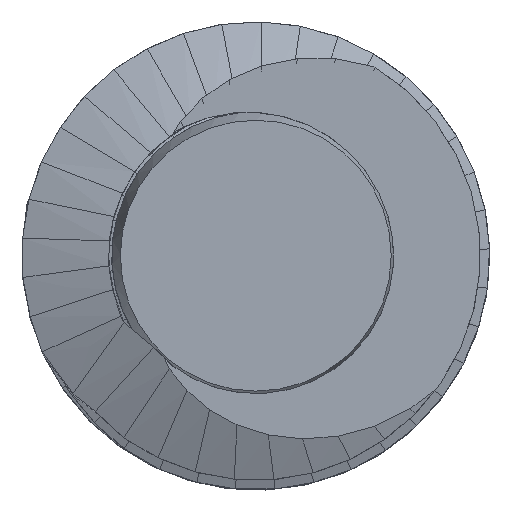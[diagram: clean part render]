
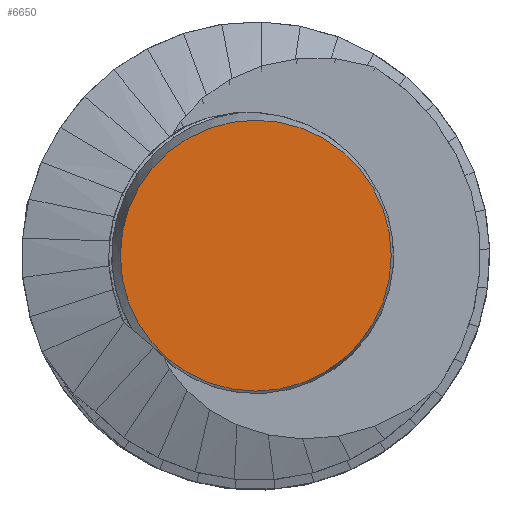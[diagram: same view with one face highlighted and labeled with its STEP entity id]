
A CAD part, top view. The second image highlights one B-rep face of the part: STEP entity #6650.
In plain terms, the highlighted planar face has unit normal (0, 0, 1).
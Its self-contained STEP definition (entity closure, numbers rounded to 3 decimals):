
#974 = CONICAL_SURFACE('',#975,2.1,0.029);
#975 = AXIS2_PLACEMENT_3D('',#976,#977,#978);
#976 = CARTESIAN_POINT('',(0.,0.,3.411));
#977 = DIRECTION('',(0.,0.,1.));
#978 = DIRECTION('',(1.,0.,-0.));
#3576 = VERTEX_POINT('',#3577);
#3577 = CARTESIAN_POINT('',(2.111,0.,3.8));
#3600 = EDGE_CURVE('',#3576,#3576,#3601,.T.);
#3601 = SURFACE_CURVE('',#3602,(#3607,#3614),.PCURVE_S1.);
#3602 = CIRCLE('',#3603,2.111);
#3603 = AXIS2_PLACEMENT_3D('',#3604,#3605,#3606);
#3604 = CARTESIAN_POINT('',(0.,0.,3.8));
#3605 = DIRECTION('',(0.,0.,1.));
#3606 = DIRECTION('',(1.,0.,-0.));
#3607 = PCURVE('',#974,#3608);
#3608 = DEFINITIONAL_REPRESENTATION('',(#3609),#3613);
#3609 = LINE('',#3610,#3611);
#3610 = CARTESIAN_POINT('',(0.,0.389));
#3611 = VECTOR('',#3612,1.);
#3612 = DIRECTION('',(1.,0.));
#3613 = ( GEOMETRIC_REPRESENTATION_CONTEXT(2) 
PARAMETRIC_REPRESENTATION_CONTEXT() REPRESENTATION_CONTEXT('2D SPACE',''
  ) );
#3614 = PCURVE('',#3615,#3620);
#3615 = PLANE('',#3616);
#3616 = AXIS2_PLACEMENT_3D('',#3617,#3618,#3619);
#3617 = CARTESIAN_POINT('',(-7.,-7.,3.8));
#3618 = DIRECTION('',(0.,0.,1.));
#3619 = DIRECTION('',(1.,0.,0.));
#3620 = DEFINITIONAL_REPRESENTATION('',(#3621),#3625);
#3621 = CIRCLE('',#3622,2.111);
#3622 = AXIS2_PLACEMENT_2D('',#3623,#3624);
#3623 = CARTESIAN_POINT('',(7.,7.));
#3624 = DIRECTION('',(1.,0.));
#3625 = ( GEOMETRIC_REPRESENTATION_CONTEXT(2) 
PARAMETRIC_REPRESENTATION_CONTEXT() REPRESENTATION_CONTEXT('2D SPACE',''
  ) );
#6650 = ADVANCED_FACE('',(#6651),#3615,.T.);
#6651 = FACE_BOUND('',#6652,.T.);
#6652 = EDGE_LOOP('',(#6653));
#6653 = ORIENTED_EDGE('',*,*,#3600,.T.);
